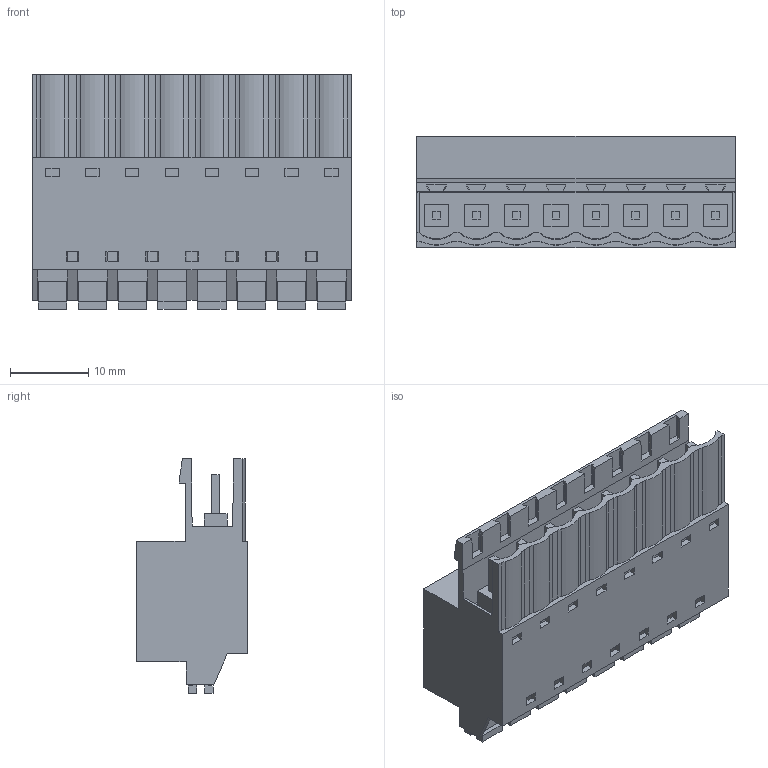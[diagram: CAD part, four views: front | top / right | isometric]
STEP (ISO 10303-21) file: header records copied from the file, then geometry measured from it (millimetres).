
FILE_DESCRIPTION(('CATIA V5 STEP Exchange','CAx-IF Rec.Pracs.--- Model Styling and Organization---1.4--- 2014-01-23'),'2;1');
FILE_NAME ('011669-3_0_1335390000_1335390000.stp','2021-07-01T15:26:41+00:00',('none'),('Weidmueller'),'CATIA Version 5-6 Release 2016 SP3 HF44','CATIA V5 STEP AP214','none');
FILE_SCHEMA(('AUTOMOTIVE_DESIGN { 1 0 10303 214 1 1 1 1 }'));
Length unit declared in the file: millimetre
Products named in the file (1): 1335390000
Bounding box: 40.64 x 14.2 x 29.93 mm (x, y, z)
Volume: 8955.3 mm3; surface area: 7987.5 mm2
Topology: 17 solids, 17 shells, 777 faces, 2035 edges, 1330 vertices
Faces by surface type: plane 689, cylinder 72, extrusion 16
Entity records: 22596 total; most frequent: CARTESIAN_POINT 4769, ORIENTED_EDGE 4070, DIRECTION 2870, EDGE_CURVE 2035, VECTOR 1881, LINE 1865, VERTEX_POINT 1330, EDGE_LOOP 859
